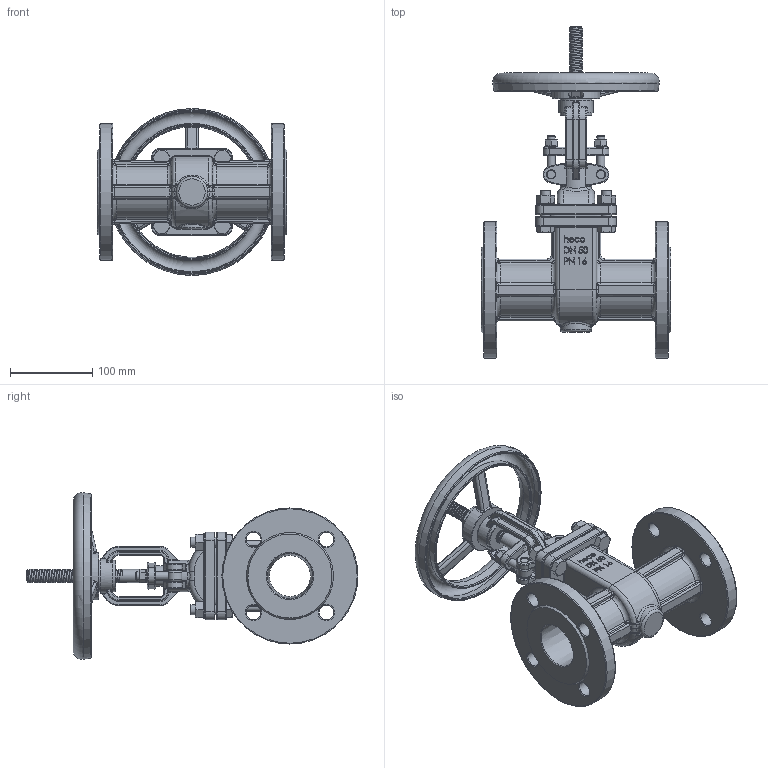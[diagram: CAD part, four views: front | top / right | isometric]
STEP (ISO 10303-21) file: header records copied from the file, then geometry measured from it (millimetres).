
FILE_DESCRIPTION (( 'STEP AP214' ), '1' );
FILE_NAME ('FLAS-200-F1 Absperrschieber mit Flansch heco step214.STEP', '2012-11-29T13:03:56', ( 'test' ), ( '' ), 'SwSTEP 2.0', 'SolidWorks 2011', '' );
FILE_SCHEMA (( 'AUTOMOTIVE_DESIGN' ));
Length unit declared in the file: millimetre
Products named in the file (1): FLAS-200-F1 Absperrschieber mit Flansch heco step214
Bounding box: 230 x 402.5 x 202 mm (x, y, z)
Volume: 1874583.5 mm3; surface area: 360706.3 mm2
Topology: 1 solids, 2 shells, 1512 faces, 3625 edges, 2176 vertices
Faces by surface type: bspline 438, plane 432, cylinder 323, torus 173, cone 126, sphere 20
Full cylindrical faces by diameter (mm): 10 x8, 10.01 x4, 11 x2, 12 x8, 13.3 x8, 16 x3, 18 x8, 19 x1, 21 x4, 25 x1, 26 x1, 38 x4, 42 x1, 58 x1, 165 x2
Entity records: 95637 total; most frequent: CARTESIAN_POINT 47846, ORIENTED_EDGE 6884, DIRECTION 5623, EDGE_CURVE 3442, AXIS2_PLACEMENT_3D 2196, VERTEX_POINT 2128, EDGE_LOOP 1748, FACE_OUTER_BOUND 1595
